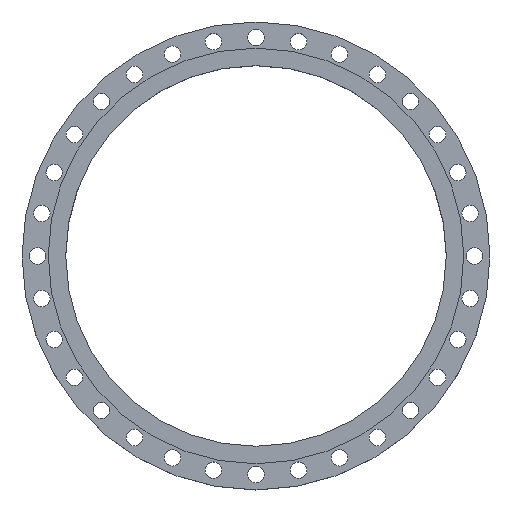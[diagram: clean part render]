
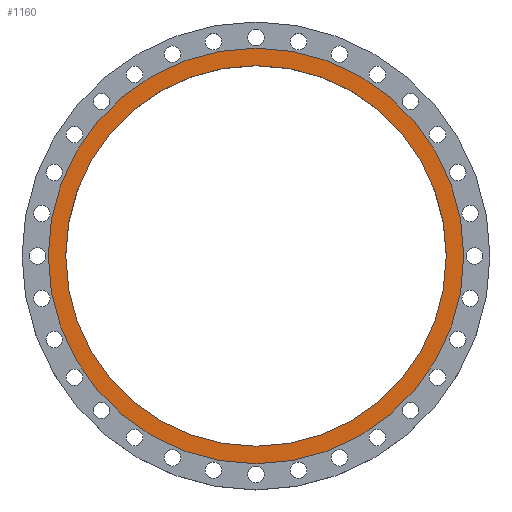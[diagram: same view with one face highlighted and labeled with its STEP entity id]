
A CAD part, top view. The second image highlights one B-rep face of the part: STEP entity #1160.
In plain terms, the highlighted planar face has unit normal (0, 0, 1).
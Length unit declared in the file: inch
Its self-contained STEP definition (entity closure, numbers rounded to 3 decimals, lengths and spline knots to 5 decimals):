
#147 = DIRECTION ( 'NONE',  ( 0., 0., 1. ) ) ;
#220 = CIRCLE ( 'NONE', #1854, 26.75 ) ;
#224 = DIRECTION ( 'NONE',  ( 1., 0., 0. ) ) ;
#226 = CARTESIAN_POINT ( 'NONE',  ( 26.75, 0., 0. ) ) ;
#389 = EDGE_CURVE ( 'NONE', #848, #575, #2758, .T. ) ;
#483 = CARTESIAN_POINT ( 'NONE',  ( 24.5, 0., 0. ) ) ;
#517 = ORIENTED_EDGE ( 'NONE', *, *, #2646, .T. ) ;
#531 = DIRECTION ( 'NONE',  ( -1., 0., 0. ) ) ;
#538 = ORIENTED_EDGE ( 'NONE', *, *, #389, .F. ) ;
#543 = DIRECTION ( 'NONE',  ( 0., 0., -1. ) ) ;
#575 = VERTEX_POINT ( 'NONE', #483 ) ;
#589 = EDGE_CURVE ( 'NONE', #773, #1216, #2395, .T. ) ;
#612 = CIRCLE ( 'NONE', #1408, 24.5 ) ;
#704 = CARTESIAN_POINT ( 'NONE',  ( 0., 0., 0. ) ) ;
#773 = VERTEX_POINT ( 'NONE', #226 ) ;
#848 = VERTEX_POINT ( 'NONE', #2510 ) ;
#853 = ORIENTED_EDGE ( 'NONE', *, *, #1261, .F. ) ;
#1160 = ADVANCED_FACE ( 'NONE', ( #1262, #2602 ), #2152, .F. ) ;
#1216 = VERTEX_POINT ( 'NONE', #1490 ) ;
#1261 = EDGE_CURVE ( 'NONE', #575, #848, #612, .T. ) ;
#1262 = FACE_BOUND ( 'NONE', #2446, .T. ) ;
#1309 = EDGE_LOOP ( 'NONE', ( #1486, #517 ) ) ;
#1389 = DIRECTION ( 'NONE',  ( 0., 0., 1. ) ) ;
#1408 = AXIS2_PLACEMENT_3D ( 'NONE', #2145, #147, #1940 ) ;
#1486 = ORIENTED_EDGE ( 'NONE', *, *, #589, .T. ) ;
#1490 = CARTESIAN_POINT ( 'NONE',  ( -26.75, 0., 0. ) ) ;
#1854 = AXIS2_PLACEMENT_3D ( 'NONE', #1925, #2371, #2577 ) ;
#1925 = CARTESIAN_POINT ( 'NONE',  ( 0., 0., 0. ) ) ;
#1940 = DIRECTION ( 'NONE',  ( 1., 0., 0. ) ) ;
#2002 = CARTESIAN_POINT ( 'NONE',  ( 0., 0., 0. ) ) ;
#2049 = AXIS2_PLACEMENT_3D ( 'NONE', #2002, #2215, #224 ) ;
#2056 = DIRECTION ( 'NONE',  ( 1., 0., 0. ) ) ;
#2145 = CARTESIAN_POINT ( 'NONE',  ( 0., 0., 0. ) ) ;
#2152 = PLANE ( 'NONE',  #2638 ) ;
#2215 = DIRECTION ( 'NONE',  ( 0., 0., 1. ) ) ;
#2366 = CARTESIAN_POINT ( 'NONE',  ( 0., 24.5, 0. ) ) ;
#2371 = DIRECTION ( 'NONE',  ( 0., 0., 1. ) ) ;
#2395 = CIRCLE ( 'NONE', #2432, 26.75 ) ;
#2432 = AXIS2_PLACEMENT_3D ( 'NONE', #704, #1389, #2056 ) ;
#2446 = EDGE_LOOP ( 'NONE', ( #853, #538 ) ) ;
#2510 = CARTESIAN_POINT ( 'NONE',  ( -24.5, 0., 0. ) ) ;
#2577 = DIRECTION ( 'NONE',  ( 1., 0., 0. ) ) ;
#2602 = FACE_OUTER_BOUND ( 'NONE', #1309, .T. ) ;
#2638 = AXIS2_PLACEMENT_3D ( 'NONE', #2366, #543, #531 ) ;
#2646 = EDGE_CURVE ( 'NONE', #1216, #773, #220, .T. ) ;
#2758 = CIRCLE ( 'NONE', #2049, 24.5 ) ;
